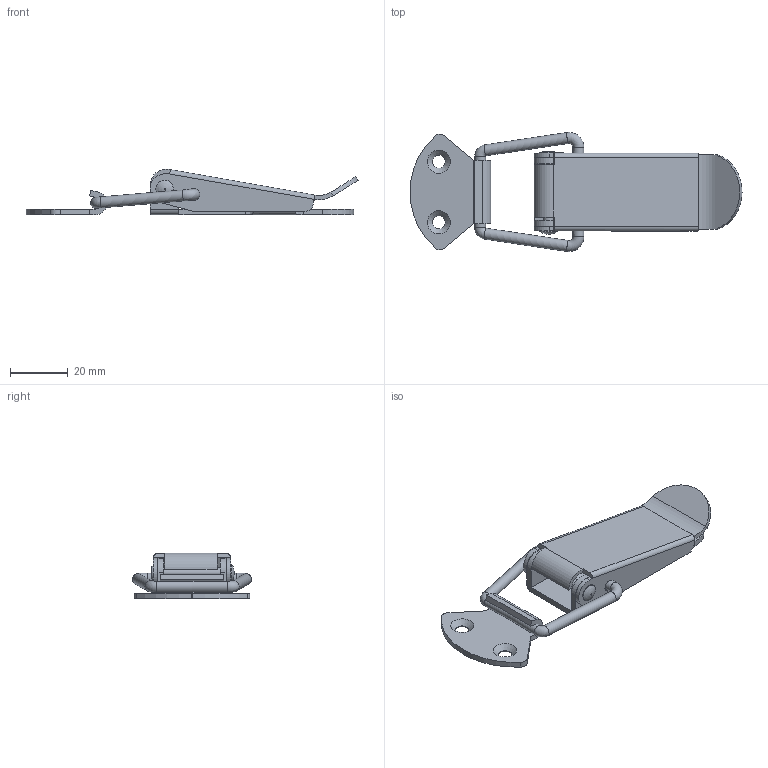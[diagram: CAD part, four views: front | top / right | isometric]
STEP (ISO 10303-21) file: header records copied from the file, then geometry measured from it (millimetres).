
FILE_DESCRIPTION(/* description */ ('Unknown'),/* implementation_level */ '2;1');
FILE_NAME(/* name */ '成品圖_#CT(S)-0340',/* time_stamp */ '2022-12-09T11:11:27+08:00',/* author */ ('Unknown'),/* organization */ ('Unknown'),/* preprocessor_version */ 'ST-DEVELOPER v16.7',/* originating_system */ 'DEX',/* authorisation */ $);
FILE_SCHEMA (('AUTOMOTIVE_DESIGN {1 0 10303 214 3 1 1}'));
Length unit declared in the file: millimetre
Products named in the file (6): 成品圖_#CT(S)-03; 扣配; 中孔; つT[貞; 掀把_CT(S)-034(; 底座_CT(S)-034
Assembly tree (5 placements, depth 2):
  成品圖_#CT(S)-03
    扣配
    中孔
    つT[貞
    掀把_CT(S)-034(
    底座_CT(S)-034
Bounding box: 115.02 x 41.3 x 15.8 mm (x, y, z)
Volume: 10585.2 mm3; surface area: 13607.9 mm2
Topology: 5 solids, 6 shells, 127 faces, 328 edges, 215 vertices
Faces by surface type: plane 66, cylinder 47, torus 7, cone 5, bspline 2
Full cylindrical faces by diameter (mm): 2.5 x1, 2.55 x1, 3.5 x1, 3.8 x8, 4.2 x2, 4.5 x4, 6 x1
Entity records: 3938 total; most frequent: CARTESIAN_POINT 819, DIRECTION 625, ORIENTED_EDGE 564, EDGE_CURVE 282, AXIS2_PLACEMENT_3D 230, VERTEX_POINT 200, FACE_BOUND 182, EDGE_LOOP 180
